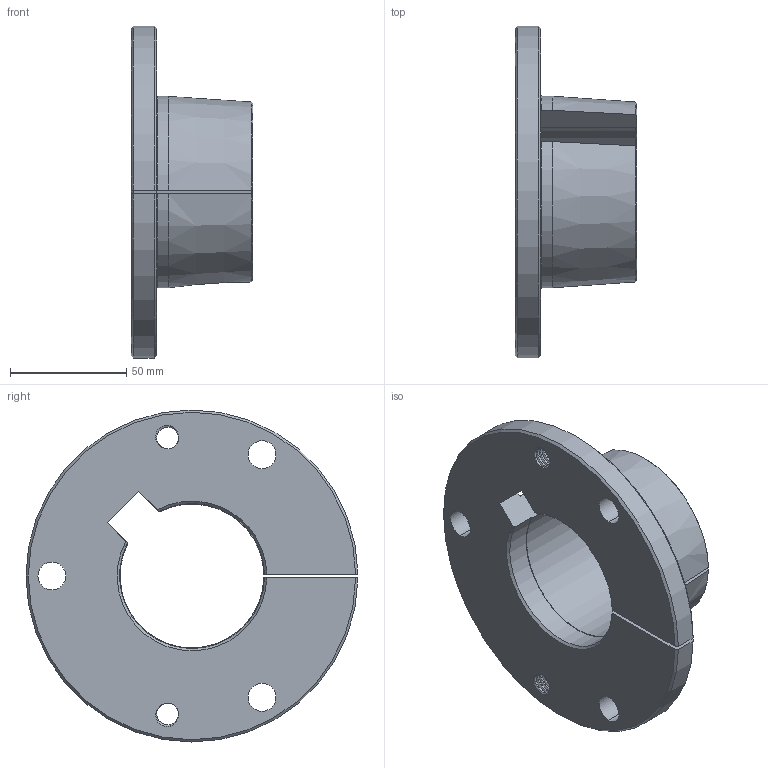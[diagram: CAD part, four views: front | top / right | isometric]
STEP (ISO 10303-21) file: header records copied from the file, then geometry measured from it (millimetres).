
FILE_DESCRIPTION (( 'STEP AP214' ), '1' );
FILE_NAME ('SMR5-TBK-39.step', '2016-11-22T21:15:24', ( '' ), ( '' ), 'SwSTEP 2.0', 'SolidWorks 2016', '' );
FILE_SCHEMA (( 'AUTOMOTIVE_DESIGN' ));
Length unit declared in the file: inch
Products named in the file (1): SMR5-TBK-39
Bounding box: 52.5 x 142.9 x 142.9 mm (x, y, z)
Volume: 210698.2 mm3; surface area: 51965.8 mm2
Topology: 1 solids, 1 shells, 98 faces, 288 edges, 192 vertices
Faces by surface type: cylinder 67, cone 13, plane 11, bspline 7
Entity records: 4732 total; most frequent: CARTESIAN_POINT 2410, ORIENTED_EDGE 576, DIRECTION 392, EDGE_CURVE 288, VERTEX_POINT 192, AXIS2_PLACEMENT_3D 148, EDGE_LOOP 108, FACE_OUTER_BOUND 98
